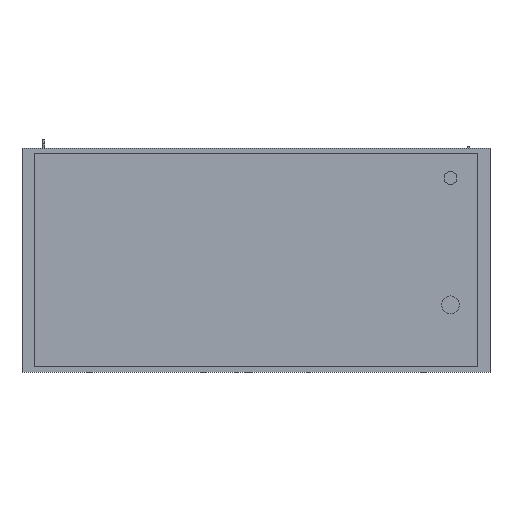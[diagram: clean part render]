
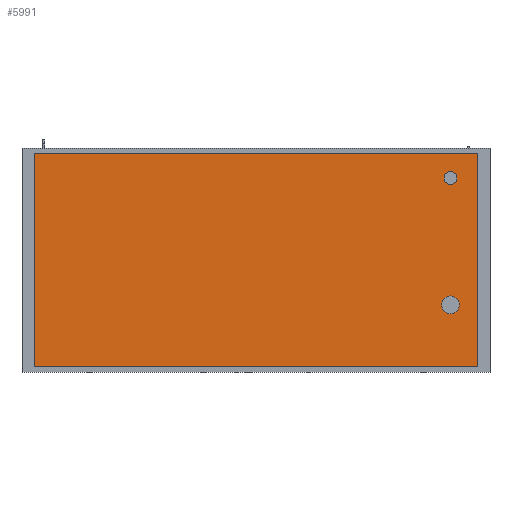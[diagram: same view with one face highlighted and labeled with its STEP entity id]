
A CAD part, front view. The second image highlights one B-rep face of the part: STEP entity #5991.
In plain terms, the highlighted planar face has unit normal (0, -1, 0).
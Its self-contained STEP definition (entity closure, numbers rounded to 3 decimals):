
#445=FACE_OUTER_BOUND('',#830,.T.);
#830=EDGE_LOOP('',(#4012,#4013,#4014,#4015));
#1235=LINE('',#8951,#1883);
#1237=LINE('',#8955,#1885);
#1238=LINE('',#8957,#1886);
#1239=LINE('',#8958,#1887);
#1883=VECTOR('',#7088,10.);
#1885=VECTOR('',#7092,10.);
#1886=VECTOR('',#7093,10.);
#1887=VECTOR('',#7094,10.);
#2522=VERTEX_POINT('',#8948);
#2523=VERTEX_POINT('',#8950);
#2524=VERTEX_POINT('',#8954);
#2525=VERTEX_POINT('',#8956);
#3118=EDGE_CURVE('',#2522,#2523,#1235,.T.);
#3120=EDGE_CURVE('',#2524,#2522,#1237,.T.);
#3121=EDGE_CURVE('',#2525,#2524,#1238,.T.);
#3122=EDGE_CURVE('',#2523,#2525,#1239,.T.);
#4012=ORIENTED_EDGE('',*,*,#3120,.F.);
#4013=ORIENTED_EDGE('',*,*,#3121,.F.);
#4014=ORIENTED_EDGE('',*,*,#3122,.F.);
#4015=ORIENTED_EDGE('',*,*,#3118,.F.);
#5702=PLANE('',#6443);
#5991=ADVANCED_FACE('',(#445),#5702,.T.);
#6443=AXIS2_PLACEMENT_3D('',#8953,#7090,#7091);
#7088=DIRECTION('',(0.,0.,1.));
#7090=DIRECTION('center_axis',(0.,-1.,0.));
#7091=DIRECTION('ref_axis',(0.,0.,-1.));
#7092=DIRECTION('',(-1.,0.,0.));
#7093=DIRECTION('',(0.,0.,-1.));
#7094=DIRECTION('',(1.,0.,0.));
#8948=CARTESIAN_POINT('',(-687.5,-185.,-330.));
#8950=CARTESIAN_POINT('',(-687.5,-185.,330.));
#8951=CARTESIAN_POINT('',(-687.5,-185.,330.));
#8953=CARTESIAN_POINT('Origin',(0.,-185.,330.));
#8954=CARTESIAN_POINT('',(687.5,-185.,-330.));
#8955=CARTESIAN_POINT('',(0.,-185.,-330.));
#8956=CARTESIAN_POINT('',(687.5,-185.,330.));
#8957=CARTESIAN_POINT('',(687.5,-185.,330.));
#8958=CARTESIAN_POINT('',(0.,-185.,330.));
